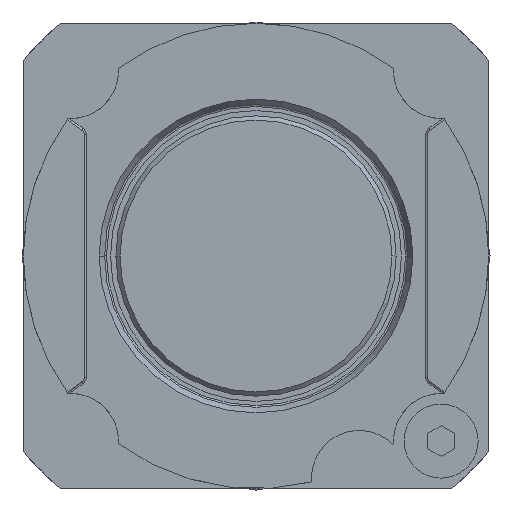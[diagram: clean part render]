
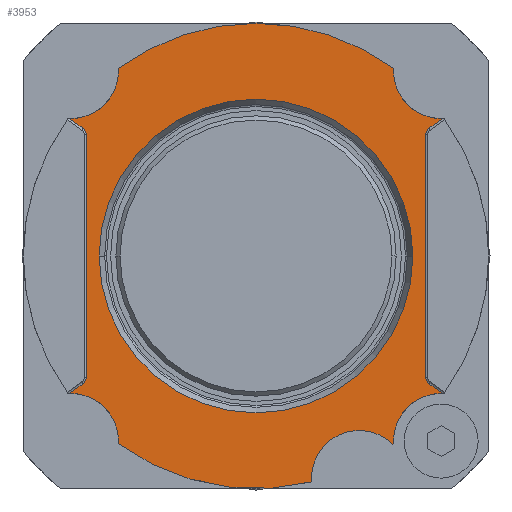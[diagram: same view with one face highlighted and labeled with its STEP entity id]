
A CAD part, left-side view. The second image highlights one B-rep face of the part: STEP entity #3953.
In plain terms, the highlighted planar face has unit normal (-1, 0, 0).
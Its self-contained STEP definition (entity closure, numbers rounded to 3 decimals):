
#229=DIRECTION('',(0.,0.81,0.586));
#230=VECTOR('',#229,3.21);
#231=CARTESIAN_POINT('',(-71.3,32.68,24.124));
#232=LINE('',#231,#230);
#233=DIRECTION('',(0.,0.81,-0.586));
#234=VECTOR('',#233,3.21);
#235=CARTESIAN_POINT('',(-71.3,-35.281,26.004));
#236=LINE('',#235,#234);
#237=CARTESIAN_POINT('',(-71.3,-33.5,22.989));
#238=DIRECTION('',(-1.,0.,0.));
#239=DIRECTION('',(0.,0.586,0.81));
#240=AXIS2_PLACEMENT_3D('',#237,#238,#239);
#242=DIRECTION('',(0.,0.,-1.));
#243=VECTOR('',#242,45.978);
#244=CARTESIAN_POINT('',(-71.3,-32.1,22.989));
#245=LINE('',#244,#243);
#246=CARTESIAN_POINT('',(-71.3,-33.5,-22.989));
#247=DIRECTION('',(-1.,0.,0.));
#248=DIRECTION('',(0.,1.,0.));
#249=AXIS2_PLACEMENT_3D('',#246,#247,#248);
#251=DIRECTION('',(0.,-0.81,-0.586));
#252=VECTOR('',#251,3.21);
#253=CARTESIAN_POINT('',(-71.3,-32.68,-24.124));
#254=LINE('',#253,#252);
#255=DIRECTION('',(0.,-0.81,0.586));
#256=VECTOR('',#255,3.21);
#257=CARTESIAN_POINT('',(-71.3,35.281,-26.004));
#258=LINE('',#257,#256);
#259=CARTESIAN_POINT('',(-71.3,33.5,-22.989));
#260=DIRECTION('',(-1.,0.,0.));
#261=DIRECTION('',(0.,-0.586,-0.81));
#262=AXIS2_PLACEMENT_3D('',#259,#260,#261);
#264=DIRECTION('',(0.,0.,1.));
#265=VECTOR('',#264,45.978);
#266=CARTESIAN_POINT('',(-71.3,32.1,-22.989));
#267=LINE('',#266,#265);
#268=CARTESIAN_POINT('',(-71.3,33.5,22.989));
#269=DIRECTION('',(-1.,0.,0.));
#270=DIRECTION('',(0.,-1.,0.));
#271=AXIS2_PLACEMENT_3D('',#268,#269,#270);
#273=CARTESIAN_POINT('',(-71.3,0.,0.));
#274=DIRECTION('',(1.,0.,0.));
#275=DIRECTION('',(0.,-1.,0.));
#276=AXIS2_PLACEMENT_3D('',#273,#274,#275);
#278=CARTESIAN_POINT('',(-71.3,0.,0.));
#279=DIRECTION('',(-1.,0.,0.));
#280=DIRECTION('',(0.,-1.,0.));
#281=AXIS2_PLACEMENT_3D('',#278,#279,#280);
#379=CARTESIAN_POINT('',(-71.3,35.,35.));
#380=DIRECTION('',(1.,0.,0.));
#381=DIRECTION('',(0.,-0.999,0.054));
#382=AXIS2_PLACEMENT_3D('',#379,#380,#381);
#433=CARTESIAN_POINT('',(-71.3,35.,-35.));
#434=DIRECTION('',(1.,0.,0.));
#435=DIRECTION('',(0.,0.031,1.));
#436=AXIS2_PLACEMENT_3D('',#433,#434,#435);
#447=CARTESIAN_POINT('',(-71.3,0.,0.));
#448=DIRECTION('',(1.,0.,0.));
#449=DIRECTION('',(0.,-0.239,-0.971));
#450=AXIS2_PLACEMENT_3D('',#447,#448,#449);
#511=CARTESIAN_POINT('',(-71.3,-19.5,-42.));
#512=DIRECTION('',(1.,0.,0.));
#513=DIRECTION('',(0.,0.997,-0.08));
#514=AXIS2_PLACEMENT_3D('',#511,#512,#513);
#529=CARTESIAN_POINT('',(-71.3,0.,0.));
#530=DIRECTION('',(1.,0.,0.));
#531=DIRECTION('',(0.,-0.591,-0.807));
#532=AXIS2_PLACEMENT_3D('',#529,#530,#531);
#534=CARTESIAN_POINT('',(-71.3,-35.,-35.));
#535=DIRECTION('',(1.,0.,0.));
#536=DIRECTION('',(0.,0.999,-0.054));
#537=AXIS2_PLACEMENT_3D('',#534,#535,#536);
#644=CARTESIAN_POINT('',(-71.3,-35.,35.));
#645=DIRECTION('',(1.,0.,0.));
#646=DIRECTION('',(0.,-0.031,-1.));
#647=AXIS2_PLACEMENT_3D('',#644,#645,#646);
#667=CARTESIAN_POINT('',(-71.3,0.,0.));
#668=DIRECTION('',(-1.,0.,0.));
#669=DIRECTION('',(0.,-0.591,0.807));
#670=AXIS2_PLACEMENT_3D('',#667,#668,#669);
#3120=CARTESIAN_POINT('',(-71.3,-29.655,0.));
#3121=CARTESIAN_POINT('',(-71.3,29.655,0.));
#3122=VERTEX_POINT('',#3120);
#3123=VERTEX_POINT('',#3121);
#3124=CARTESIAN_POINT('',(-71.3,-25.841,-35.613));
#3126=VERTEX_POINT('',#3124);
#3157=CARTESIAN_POINT('',(-71.3,-26.013,35.487));
#3159=VERTEX_POINT('',#3157);
#3163=CARTESIAN_POINT('',(-71.3,26.013,35.487));
#3165=VERTEX_POINT('',#3163);
#3169=CARTESIAN_POINT('',(-71.3,-26.013,-35.487));
#3171=VERTEX_POINT('',#3169);
#3175=CARTESIAN_POINT('',(-71.3,26.013,-35.487));
#3177=VERTEX_POINT('',#3175);
#3181=CARTESIAN_POINT('',(-71.3,-10.529,-42.722));
#3183=VERTEX_POINT('',#3181);
#3184=CARTESIAN_POINT('',(-71.3,32.68,24.124));
#3185=CARTESIAN_POINT('',(-71.3,35.281,26.004));
#3186=VERTEX_POINT('',#3184);
#3187=VERTEX_POINT('',#3185);
#3192=CARTESIAN_POINT('',(-71.3,32.1,22.989));
#3193=VERTEX_POINT('',#3192);
#3196=CARTESIAN_POINT('',(-71.3,32.1,-22.989));
#3197=VERTEX_POINT('',#3196);
#3200=CARTESIAN_POINT('',(-71.3,32.68,-24.124));
#3201=VERTEX_POINT('',#3200);
#3206=CARTESIAN_POINT('',(-71.3,35.281,-26.004));
#3207=VERTEX_POINT('',#3206);
#3208=CARTESIAN_POINT('',(-71.3,-32.68,-24.124));
#3209=CARTESIAN_POINT('',(-71.3,-35.281,-26.004));
#3210=VERTEX_POINT('',#3208);
#3211=VERTEX_POINT('',#3209);
#3216=CARTESIAN_POINT('',(-71.3,-32.1,-22.989));
#3217=VERTEX_POINT('',#3216);
#3220=CARTESIAN_POINT('',(-71.3,-32.1,22.989));
#3221=VERTEX_POINT('',#3220);
#3224=CARTESIAN_POINT('',(-71.3,-32.68,24.124));
#3225=VERTEX_POINT('',#3224);
#3230=CARTESIAN_POINT('',(-71.3,-35.281,26.004));
#3231=VERTEX_POINT('',#3230);
#3906=CARTESIAN_POINT('',(-71.3,0.,0.));
#3907=DIRECTION('',(-1.,0.,0.));
#3908=DIRECTION('',(0.,1.,0.));
#3909=AXIS2_PLACEMENT_3D('',#3906,#3907,#3908);
#3910=PLANE('',#3909);
#3912=ORIENTED_EDGE('',*,*,#3911,.T.);
#3914=ORIENTED_EDGE('',*,*,#3913,.F.);
#3916=ORIENTED_EDGE('',*,*,#3915,.F.);
#3918=ORIENTED_EDGE('',*,*,#3917,.F.);
#3920=ORIENTED_EDGE('',*,*,#3919,.T.);
#3922=ORIENTED_EDGE('',*,*,#3921,.T.);
#3924=ORIENTED_EDGE('',*,*,#3923,.T.);
#3926=ORIENTED_EDGE('',*,*,#3925,.T.);
#3928=ORIENTED_EDGE('',*,*,#3927,.T.);
#3930=ORIENTED_EDGE('',*,*,#3929,.F.);
#3932=ORIENTED_EDGE('',*,*,#3931,.T.);
#3934=ORIENTED_EDGE('',*,*,#3933,.F.);
#3936=ORIENTED_EDGE('',*,*,#3935,.T.);
#3938=ORIENTED_EDGE('',*,*,#3937,.F.);
#3940=ORIENTED_EDGE('',*,*,#3939,.T.);
#3942=ORIENTED_EDGE('',*,*,#3941,.T.);
#3944=ORIENTED_EDGE('',*,*,#3943,.T.);
#3946=ORIENTED_EDGE('',*,*,#3945,.T.);
#3947=EDGE_LOOP('',(#3912,#3914,#3916,#3918,#3920,#3922,#3924,#3926,#3928,#3930,
#3932,#3934,#3936,#3938,#3940,#3942,#3944,#3946));
#3948=FACE_OUTER_BOUND('',#3947,.F.);
#3949=ORIENTED_EDGE('',*,*,#3888,.F.);
#3950=ORIENTED_EDGE('',*,*,#3873,.T.);
#3951=EDGE_LOOP('',(#3949,#3950));
#3952=FACE_BOUND('',#3951,.F.);
#3953=ADVANCED_FACE('',(#3948,#3952),#3910,.T.);
#241=CIRCLE('',#240,1.4);
#250=CIRCLE('',#249,1.4);
#263=CIRCLE('',#262,1.4);
#272=CIRCLE('',#271,1.4);
#277=CIRCLE('',#276,29.655);
#282=CIRCLE('',#281,29.655);
#383=CIRCLE('',#382,9.);
#437=CIRCLE('',#436,9.);
#451=CIRCLE('',#450,44.);
#515=CIRCLE('',#514,9.);
#533=CIRCLE('',#532,44.);
#538=CIRCLE('',#537,9.);
#648=CIRCLE('',#647,9.);
#671=CIRCLE('',#670,44.);
#3873=EDGE_CURVE('',#3122,#3123,#282,.T.);
#3888=EDGE_CURVE('',#3122,#3123,#277,.T.);
#3911=EDGE_CURVE('',#3186,#3187,#232,.T.);
#3913=EDGE_CURVE('',#3165,#3187,#383,.T.);
#3915=EDGE_CURVE('',#3159,#3165,#671,.T.);
#3917=EDGE_CURVE('',#3231,#3159,#648,.T.);
#3919=EDGE_CURVE('',#3231,#3225,#236,.T.);
#3921=EDGE_CURVE('',#3225,#3221,#241,.T.);
#3923=EDGE_CURVE('',#3221,#3217,#245,.T.);
#3925=EDGE_CURVE('',#3217,#3210,#250,.T.);
#3927=EDGE_CURVE('',#3210,#3211,#254,.T.);
#3929=EDGE_CURVE('',#3171,#3211,#538,.T.);
#3931=EDGE_CURVE('',#3171,#3126,#533,.T.);
#3933=EDGE_CURVE('',#3183,#3126,#515,.T.);
#3935=EDGE_CURVE('',#3183,#3177,#451,.T.);
#3937=EDGE_CURVE('',#3207,#3177,#437,.T.);
#3939=EDGE_CURVE('',#3207,#3201,#258,.T.);
#3941=EDGE_CURVE('',#3201,#3197,#263,.T.);
#3943=EDGE_CURVE('',#3197,#3193,#267,.T.);
#3945=EDGE_CURVE('',#3193,#3186,#272,.T.);
